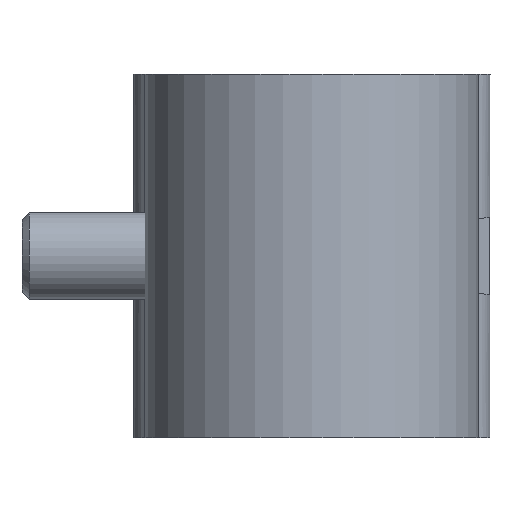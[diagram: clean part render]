
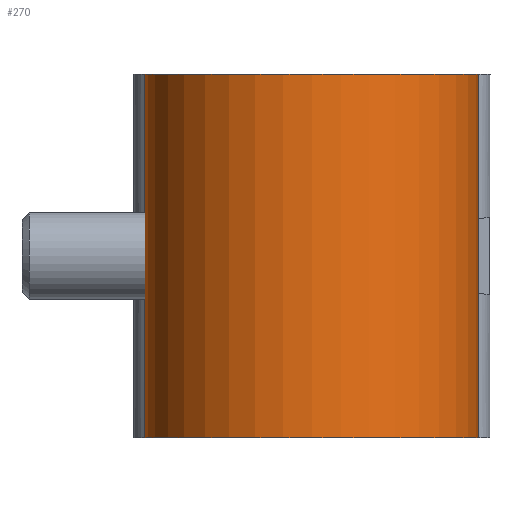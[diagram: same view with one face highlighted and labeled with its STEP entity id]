
A CAD part, front view. The second image highlights one B-rep face of the part: STEP entity #270.
In plain terms, the highlighted cylindrical face has radius 11.45 mm (diameter 22.9 mm), a partial arc.
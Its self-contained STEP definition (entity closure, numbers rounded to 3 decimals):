
#270 = ADVANCED_FACE( '', ( #396 ), #397, .T. );
#396 = FACE_OUTER_BOUND( '', #668, .T. );
#397 = CYLINDRICAL_SURFACE( '', #669, 11.45 );
#668 = EDGE_LOOP( '', ( #963, #964, #965, #966, #967, #968, #969, #970, #971, #972, #973, #974 ) );
#669 = AXIS2_PLACEMENT_3D( '', #975, #976, #977 );
#963 = ORIENTED_EDGE( '', *, *, #1953, .F. );
#964 = ORIENTED_EDGE( '', *, *, #1952, .T. );
#965 = ORIENTED_EDGE( '', *, *, #1954, .F. );
#966 = ORIENTED_EDGE( '', *, *, #1955, .F. );
#967 = ORIENTED_EDGE( '', *, *, #1956, .F. );
#968 = ORIENTED_EDGE( '', *, *, #1957, .F. );
#969 = ORIENTED_EDGE( '', *, *, #1958, .F. );
#970 = ORIENTED_EDGE( '', *, *, #1959, .F. );
#971 = ORIENTED_EDGE( '', *, *, #1941, .T. );
#972 = ORIENTED_EDGE( '', *, *, #1960, .T. );
#973 = ORIENTED_EDGE( '', *, *, #1961, .F. );
#974 = ORIENTED_EDGE( '', *, *, #1962, .F. );
#975 = CARTESIAN_POINT( '', ( 0., 0., -12.5 ) );
#976 = DIRECTION( '', ( 0., 0., -1. ) );
#977 = DIRECTION( '', ( -1., 0., 0. ) );
#1941 = EDGE_CURVE( '', #2266, #2264, #2267, .T. );
#1952 = EDGE_CURVE( '', #2281, #2285, #2287, .T. );
#1953 = EDGE_CURVE( '', #2281, #2288, #2289, .F. );
#1954 = EDGE_CURVE( '', #2290, #2285, #2291, .T. );
#1955 = EDGE_CURVE( '', #2292, #2290, #2293, .T. );
#1956 = EDGE_CURVE( '', #2294, #2292, #2295, .F. );
#1957 = EDGE_CURVE( '', #2296, #2294, #2297, .T. );
#1958 = EDGE_CURVE( '', #2298, #2296, #2299, .F. );
#1959 = EDGE_CURVE( '', #2266, #2298, #2300, .T. );
#1960 = EDGE_CURVE( '', #2264, #2301, #2302, .T. );
#1961 = EDGE_CURVE( '', #2303, #2301, #2304, .F. );
#1962 = EDGE_CURVE( '', #2288, #2303, #2305, .T. );
#2264 = VERTEX_POINT( '', #2800 );
#2266 = VERTEX_POINT( '', #2802 );
#2267 = CIRCLE( '', #2803, 11.45 );
#2281 = VERTEX_POINT( '', #2821 );
#2285 = VERTEX_POINT( '', #2826 );
#2287 = LINE( '', #2828, #2829 );
#2288 = VERTEX_POINT( '', #2830 );
#2289 = ELLIPSE( '', #2831, 19.962, 11.45 );
#2290 = VERTEX_POINT( '', #2832 );
#2291 = CIRCLE( '', #2833, 11.45 );
#2292 = VERTEX_POINT( '', #2834 );
#2293 = LINE( '', #2835, #2836 );
#2294 = VERTEX_POINT( '', #2837 );
#2295 = ELLIPSE( '', #2838, 19.962, 11.45 );
#2296 = VERTEX_POINT( '', #2839 );
#2297 = B_SPLINE_CURVE_WITH_KNOTS( '', 3, ( #2840, #2841, #2842, #2843, #2844, #2845, #2846, #2847, #2848, #2849, #2850, #2851, #2852, #2853, #2854, #2855, #2856, #2857, #2858, #2859, #2860, #2861, #2862, #2863 ), .UNSPECIFIED., .F., .F., ( 4, 2, 2, 2, 2, 2, 2, 2, 2, 2, 2, 4 ), ( 0., 0.001, 0.002, 0.002, 0.003, 0.003, 0.004, 0.004, 0.004, 0.005, 0.006, 0.007 ), .UNSPECIFIED. );
#2298 = VERTEX_POINT( '', #2864 );
#2299 = ELLIPSE( '', #2865, 19.962, 11.45 );
#2300 = LINE( '', #2866, #2867 );
#2301 = VERTEX_POINT( '', #2868 );
#2302 = LINE( '', #2869, #2870 );
#2303 = VERTEX_POINT( '', #2871 );
#2304 = ELLIPSE( '', #2872, 19.962, 11.45 );
#2305 = B_SPLINE_CURVE_WITH_KNOTS( '', 3, ( #2873, #2874, #2875, #2876, #2877, #2878, #2879, #2880, #2881, #2882, #2883, #2884, #2885, #2886, #2887, #2888, #2889, #2890, #2891, #2892, #2893, #2894, #2895, #2896 ), .UNSPECIFIED., .F., .F., ( 4, 2, 2, 2, 2, 2, 2, 2, 2, 2, 2, 4 ), ( 0., 0.001, 0.002, 0.002, 0.003, 0.003, 0.004, 0.004, 0.004, 0.005, 0.006, 0.007 ), .UNSPECIFIED. );
#2800 = CARTESIAN_POINT( '', ( 5.792, 9.877, -12.5 ) );
#2802 = CARTESIAN_POINT( '', ( -5.792, 9.877, -12.5 ) );
#2803 = AXIS2_PLACEMENT_3D( '', #3710, #3711, #3712 );
#2821 = CARTESIAN_POINT( '', ( 5.792, 9.877, 3.352 ) );
#2826 = CARTESIAN_POINT( '', ( 5.792, 9.877, 12.5 ) );
#2828 = CARTESIAN_POINT( '', ( 5.792, 9.877, -12.5 ) );
#2829 = VECTOR( '', #3733, 1000. );
#2830 = CARTESIAN_POINT( '', ( 7.064, 9.011, 2.294 ) );
#2831 = AXIS2_PLACEMENT_3D( '', #3734, #3735, #3736 );
#2832 = CARTESIAN_POINT( '', ( -5.792, 9.877, 12.5 ) );
#2833 = AXIS2_PLACEMENT_3D( '', #3737, #3738, #3739 );
#2834 = CARTESIAN_POINT( '', ( -5.792, 9.877, 3.352 ) );
#2835 = CARTESIAN_POINT( '', ( -5.792, 9.877, -12.5 ) );
#2836 = VECTOR( '', #3740, 1000. );
#2837 = CARTESIAN_POINT( '', ( -7.064, 9.011, 2.294 ) );
#2838 = AXIS2_PLACEMENT_3D( '', #3741, #3742, #3743 );
#2839 = CARTESIAN_POINT( '', ( -7.064, 9.011, -2.294 ) );
#2840 = CARTESIAN_POINT( '', ( -7.064, 9.011, -2.294 ) );
#2841 = CARTESIAN_POINT( '', ( -7.248, 8.867, -2.153 ) );
#2842 = CARTESIAN_POINT( '', ( -7.424, 8.72, -2.006 ) );
#2843 = CARTESIAN_POINT( '', ( -7.757, 8.425, -1.694 ) );
#2844 = CARTESIAN_POINT( '', ( -7.914, 8.277, -1.53 ) );
#2845 = CARTESIAN_POINT( '', ( -8.205, 7.988, -1.172 ) );
#2846 = CARTESIAN_POINT( '', ( -8.341, 7.845, -0.978 ) );
#2847 = CARTESIAN_POINT( '', ( -8.504, 7.668, -0.644 ) );
#2848 = CARTESIAN_POINT( '', ( -8.551, 7.615, -0.525 ) );
#2849 = CARTESIAN_POINT( '', ( -8.618, 7.539, -0.271 ) );
#2850 = CARTESIAN_POINT( '', ( -8.638, 7.516, -0.135 ) );
#2851 = CARTESIAN_POINT( '', ( -8.638, 7.516, 0.14 ) );
#2852 = CARTESIAN_POINT( '', ( -8.618, 7.539, 0.276 ) );
#2853 = CARTESIAN_POINT( '', ( -8.549, 7.617, 0.532 ) );
#2854 = CARTESIAN_POINT( '', ( -8.502, 7.67, 0.649 ) );
#2855 = CARTESIAN_POINT( '', ( -8.393, 7.788, 0.87 ) );
#2856 = CARTESIAN_POINT( '', ( -8.332, 7.855, 0.974 ) );
#2857 = CARTESIAN_POINT( '', ( -8.201, 7.991, 1.17 ) );
#2858 = CARTESIAN_POINT( '', ( -8.132, 8.062, 1.263 ) );
#2859 = CARTESIAN_POINT( '', ( -7.914, 8.277, 1.53 ) );
#2860 = CARTESIAN_POINT( '', ( -7.757, 8.425, 1.694 ) );
#2861 = CARTESIAN_POINT( '', ( -7.424, 8.72, 2.006 ) );
#2862 = CARTESIAN_POINT( '', ( -7.248, 8.867, 2.154 ) );
#2863 = CARTESIAN_POINT( '', ( -7.064, 9.011, 2.294 ) );
#2864 = CARTESIAN_POINT( '', ( -5.792, 9.877, -3.352 ) );
#2865 = AXIS2_PLACEMENT_3D( '', #3744, #3745, #3746 );
#2866 = CARTESIAN_POINT( '', ( -5.792, 9.877, -12.5 ) );
#2867 = VECTOR( '', #3747, 1000. );
#2868 = CARTESIAN_POINT( '', ( 5.792, 9.877, -3.352 ) );
#2869 = CARTESIAN_POINT( '', ( 5.792, 9.877, -12.5 ) );
#2870 = VECTOR( '', #3748, 1000. );
#2871 = CARTESIAN_POINT( '', ( 7.064, 9.011, -2.294 ) );
#2872 = AXIS2_PLACEMENT_3D( '', #3749, #3750, #3751 );
#2873 = CARTESIAN_POINT( '', ( 7.064, 9.011, 2.294 ) );
#2874 = CARTESIAN_POINT( '', ( 7.248, 8.867, 2.153 ) );
#2875 = CARTESIAN_POINT( '', ( 7.424, 8.72, 2.006 ) );
#2876 = CARTESIAN_POINT( '', ( 7.757, 8.425, 1.694 ) );
#2877 = CARTESIAN_POINT( '', ( 7.914, 8.277, 1.53 ) );
#2878 = CARTESIAN_POINT( '', ( 8.205, 7.988, 1.172 ) );
#2879 = CARTESIAN_POINT( '', ( 8.341, 7.845, 0.978 ) );
#2880 = CARTESIAN_POINT( '', ( 8.504, 7.668, 0.644 ) );
#2881 = CARTESIAN_POINT( '', ( 8.551, 7.615, 0.525 ) );
#2882 = CARTESIAN_POINT( '', ( 8.618, 7.539, 0.271 ) );
#2883 = CARTESIAN_POINT( '', ( 8.638, 7.516, 0.135 ) );
#2884 = CARTESIAN_POINT( '', ( 8.638, 7.516, -0.14 ) );
#2885 = CARTESIAN_POINT( '', ( 8.618, 7.539, -0.276 ) );
#2886 = CARTESIAN_POINT( '', ( 8.549, 7.617, -0.532 ) );
#2887 = CARTESIAN_POINT( '', ( 8.502, 7.67, -0.649 ) );
#2888 = CARTESIAN_POINT( '', ( 8.393, 7.788, -0.87 ) );
#2889 = CARTESIAN_POINT( '', ( 8.332, 7.855, -0.974 ) );
#2890 = CARTESIAN_POINT( '', ( 8.201, 7.991, -1.17 ) );
#2891 = CARTESIAN_POINT( '', ( 8.132, 8.062, -1.263 ) );
#2892 = CARTESIAN_POINT( '', ( 7.914, 8.277, -1.53 ) );
#2893 = CARTESIAN_POINT( '', ( 7.757, 8.425, -1.694 ) );
#2894 = CARTESIAN_POINT( '', ( 7.424, 8.72, -2.006 ) );
#2895 = CARTESIAN_POINT( '', ( 7.248, 8.867, -2.154 ) );
#2896 = CARTESIAN_POINT( '', ( 7.064, 9.011, -2.294 ) );
#3710 = CARTESIAN_POINT( '', ( 0., 0., -12.5 ) );
#3711 = DIRECTION( '', ( 0., 0., 1. ) );
#3712 = DIRECTION( '', ( 1., 0., 0. ) );
#3733 = DIRECTION( '', ( 0., 0., 1. ) );
#3734 = CARTESIAN_POINT( '', ( 0., 0., 17.126 ) );
#3735 = DIRECTION( '', ( 0.73, 0.372, 0.574 ) );
#3736 = DIRECTION( '', ( -0.511, -0.26, 0.819 ) );
#3737 = CARTESIAN_POINT( '', ( 0., 0., 12.5 ) );
#3738 = DIRECTION( '', ( 0., 0., 1. ) );
#3739 = DIRECTION( '', ( 1., 0., 0. ) );
#3740 = DIRECTION( '', ( 0., 0., 1. ) );
#3741 = CARTESIAN_POINT( '', ( 0., 0., 17.126 ) );
#3742 = DIRECTION( '', ( -0.73, 0.372, 0.574 ) );
#3743 = DIRECTION( '', ( 0.511, -0.26, 0.819 ) );
#3744 = CARTESIAN_POINT( '', ( 0., 0., -17.126 ) );
#3745 = DIRECTION( '', ( -0.73, 0.372, -0.574 ) );
#3746 = DIRECTION( '', ( -0.511, 0.26, 0.819 ) );
#3747 = DIRECTION( '', ( 0., 0., 1. ) );
#3748 = DIRECTION( '', ( 0., 0., 1. ) );
#3749 = CARTESIAN_POINT( '', ( 0., 0., -17.126 ) );
#3750 = DIRECTION( '', ( 0.73, 0.372, -0.574 ) );
#3751 = DIRECTION( '', ( 0.511, 0.26, 0.819 ) );
